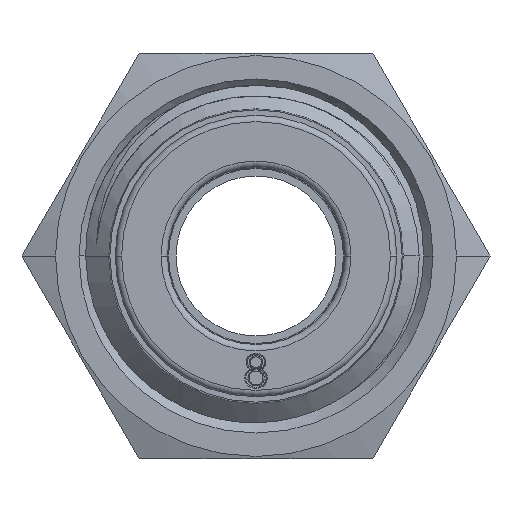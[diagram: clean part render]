
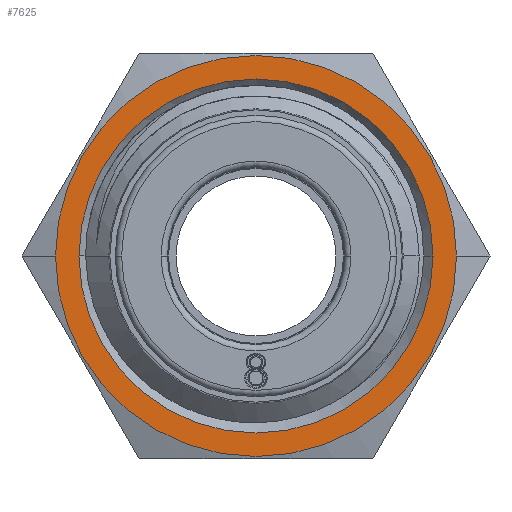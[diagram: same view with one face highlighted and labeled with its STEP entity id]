
A CAD part, front view. The second image highlights one B-rep face of the part: STEP entity #7625.
In plain terms, the highlighted planar face has unit normal (0, -1, 0).
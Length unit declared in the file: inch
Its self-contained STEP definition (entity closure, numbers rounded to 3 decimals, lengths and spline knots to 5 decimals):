
#844 = CARTESIAN_POINT ( 'NONE',  ( 0., -0.43307, 0. ) ) ;
#1220 = VERTEX_POINT ( 'NONE', #5118 ) ;
#1355 = DIRECTION ( 'NONE',  ( 1., 0., 0. ) ) ;
#1457 = EDGE_LOOP ( 'NONE', ( #2376, #8666 ) ) ;
#1522 = DIRECTION ( 'NONE',  ( 0., 1., 0. ) ) ;
#1659 = DIRECTION ( 'NONE',  ( 0., 1., 0. ) ) ;
#2213 = DIRECTION ( 'NONE',  ( 1., 0., 0. ) ) ;
#2376 = ORIENTED_EDGE ( 'NONE', *, *, #4811, .F. ) ;
#3824 = DIRECTION ( 'NONE',  ( -1., 0., 0. ) ) ;
#3827 = EDGE_CURVE ( 'NONE', #1220, #7930, #3837, .T. ) ;
#3837 = CIRCLE ( 'NONE', #9456, 0.32677 ) ;
#3879 = CARTESIAN_POINT ( 'NONE',  ( 0., -0.43307, 0. ) ) ;
#3975 = ORIENTED_EDGE ( 'NONE', *, *, #5338, .T. ) ;
#4192 = DIRECTION ( 'NONE',  ( -1., 0., 0. ) ) ;
#4480 = CARTESIAN_POINT ( 'NONE',  ( -0.37008, -0.43307, 0. ) ) ;
#4788 = CARTESIAN_POINT ( 'NONE',  ( 0.43188, -0.43307, 0. ) ) ;
#4811 = EDGE_CURVE ( 'NONE', #7590, #8076, #6176, .T. ) ;
#4832 = CARTESIAN_POINT ( 'NONE',  ( 0.37008, -0.43307, 0. ) ) ;
#5063 = AXIS2_PLACEMENT_3D ( 'NONE', #8017, #8827, #3824 ) ;
#5118 = CARTESIAN_POINT ( 'NONE',  ( 0.32677, -0.43307, 0. ) ) ;
#5233 = FACE_BOUND ( 'NONE', #9136, .T. ) ;
#5338 = EDGE_CURVE ( 'NONE', #7930, #1220, #7869, .T. ) ;
#5734 = CARTESIAN_POINT ( 'NONE',  ( 0., -0.43307, 0. ) ) ;
#5939 = EDGE_CURVE ( 'NONE', #8076, #7590, #10359, .T. ) ;
#6176 = CIRCLE ( 'NONE', #6938, 0.37008 ) ;
#6243 = PLANE ( 'NONE',  #8391 ) ;
#6322 = DIRECTION ( 'NONE',  ( 0., 1., 0. ) ) ;
#6384 = DIRECTION ( 'NONE',  ( 0., -1., 0. ) ) ;
#6938 = AXIS2_PLACEMENT_3D ( 'NONE', #844, #1659, #4192 ) ;
#7079 = AXIS2_PLACEMENT_3D ( 'NONE', #5734, #1522, #9894 ) ;
#7590 = VERTEX_POINT ( 'NONE', #4480 ) ;
#7625 = ADVANCED_FACE ( 'NONE', ( #5233, #10341 ), #6243, .T. ) ;
#7869 = CIRCLE ( 'NONE', #7079, 0.32677 ) ;
#7930 = VERTEX_POINT ( 'NONE', #8555 ) ;
#8017 = CARTESIAN_POINT ( 'NONE',  ( 0., -0.43307, 0. ) ) ;
#8076 = VERTEX_POINT ( 'NONE', #4832 ) ;
#8391 = AXIS2_PLACEMENT_3D ( 'NONE', #4788, #6384, #2213 ) ;
#8555 = CARTESIAN_POINT ( 'NONE',  ( -0.32677, -0.43307, 0. ) ) ;
#8666 = ORIENTED_EDGE ( 'NONE', *, *, #5939, .F. ) ;
#8827 = DIRECTION ( 'NONE',  ( 0., 1., 0. ) ) ;
#9136 = EDGE_LOOP ( 'NONE', ( #9361, #3975 ) ) ;
#9361 = ORIENTED_EDGE ( 'NONE', *, *, #3827, .T. ) ;
#9456 = AXIS2_PLACEMENT_3D ( 'NONE', #3879, #6322, #1355 ) ;
#9894 = DIRECTION ( 'NONE',  ( 1., 0., 0. ) ) ;
#10341 = FACE_OUTER_BOUND ( 'NONE', #1457, .T. ) ;
#10359 = CIRCLE ( 'NONE', #5063, 0.37008 ) ;
